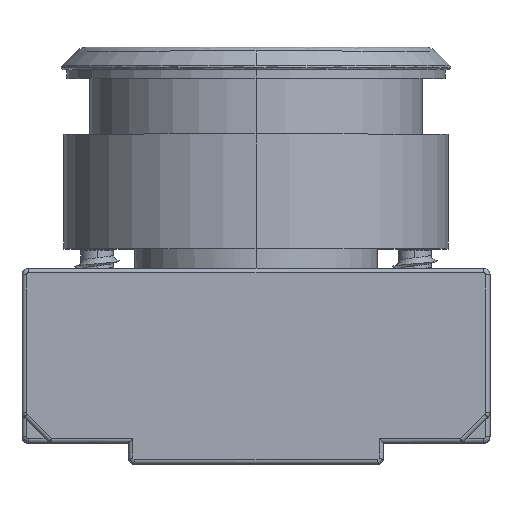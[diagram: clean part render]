
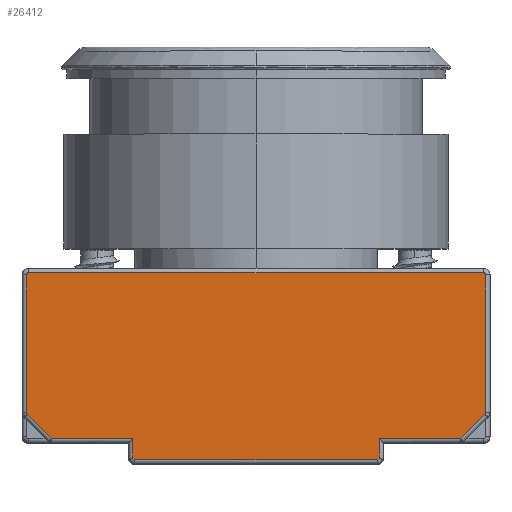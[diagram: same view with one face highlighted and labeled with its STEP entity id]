
A CAD part, top view. The second image highlights one B-rep face of the part: STEP entity #26412.
In plain terms, the highlighted planar face has unit normal (0, 0, 1).
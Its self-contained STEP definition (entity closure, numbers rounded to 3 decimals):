
#957 = EDGE_CURVE ( 'NONE', #22521, #35568, #30156, .T. ) ;
#1179 = EDGE_CURVE ( 'NONE', #23435, #3452, #3055, .T. ) ;
#1727 = CARTESIAN_POINT ( 'NONE',  ( 20.6, 16.85, 14.9 ) ) ;
#2225 = AXIS2_PLACEMENT_3D ( 'NONE', #36661, #41192, #55104 ) ;
#2484 = CARTESIAN_POINT ( 'NONE',  ( 0., -0.35, 14.9 ) ) ;
#2739 = VECTOR ( 'NONE', #44996, 1000. ) ;
#3038 = ORIENTED_EDGE ( 'NONE', *, *, #30086, .T. ) ;
#3055 = B_SPLINE_CURVE_WITH_KNOTS ( 'NONE', 3,
 ( #21970, #13179, #49205, #35905 ),
 .UNSPECIFIED., .F., .F.,
 ( 4, 4 ),
 ( 0., 1. ),
 .UNSPECIFIED. ) ;
#3452 = VERTEX_POINT ( 'NONE', #29796 ) ;
#3497 = CARTESIAN_POINT ( 'NONE',  ( 20.6, 3.899, 14.9 ) ) ;
#4236 = ORIENTED_EDGE ( 'NONE', *, *, #31161, .T. ) ;
#4497 = CARTESIAN_POINT ( 'NONE',  ( 18.334, 1.55, 14.9 ) ) ;
#4773 = LINE ( 'NONE', #9911, #36973 ) ;
#5264 = EDGE_CURVE ( 'NONE', #15381, #19240, #33997, .T. ) ;
#5379 = DIRECTION ( 'NONE',  ( 1., 0., 0. ) ) ;
#5396 = CARTESIAN_POINT ( 'NONE',  ( -20.455, 16.45, 14.9 ) ) ;
#6861 = LINE ( 'NONE', #38930, #15205 ) ;
#6865 = CARTESIAN_POINT ( 'NONE',  ( 18.334, 1.55, 14.9 ) ) ;
#8400 = CARTESIAN_POINT ( 'NONE',  ( 20.6, 3.899, 14.9 ) ) ;
#8459 = DIRECTION ( 'NONE',  ( 0.707, 0.707, 0. ) ) ;
#8683 = DIRECTION ( 'NONE',  ( 0., -1., 0. ) ) ;
#9626 = CARTESIAN_POINT ( 'NONE',  ( -20.58, 16.353, 14.9 ) ) ;
#9911 = CARTESIAN_POINT ( 'NONE',  ( 20.418, 16.45, 14.9 ) ) ;
#10303 = ORIENTED_EDGE ( 'NONE', *, *, #55699, .F. ) ;
#10706 = VECTOR ( 'NONE', #47310, 1000. ) ;
#11500 = CARTESIAN_POINT ( 'NONE',  ( 11.05, 1.55, 14.9 ) ) ;
#12890 = CARTESIAN_POINT ( 'NONE',  ( -20.541, 3.757, 14.9 ) ) ;
#13179 = CARTESIAN_POINT ( 'NONE',  ( -20.6, 3.843, 14.9 ) ) ;
#13212 = CARTESIAN_POINT ( 'NONE',  ( 20.6, 3.843, 14.9 ) ) ;
#14402 = VERTEX_POINT ( 'NONE', #6865 ) ;
#14536 = PLANE ( 'NONE',  #2225 ) ;
#14554 = EDGE_CURVE ( 'NONE', #3452, #38455, #16516, .T. ) ;
#14969 = CARTESIAN_POINT ( 'NONE',  ( 20.4, 16.45, 14.9 ) ) ;
#14989 = EDGE_CURVE ( 'NONE', #35643, #55580, #47341, .T. ) ;
#15205 = VECTOR ( 'NONE', #20755, 1000. ) ;
#15381 = VERTEX_POINT ( 'NONE', #20315 ) ;
#15765 = ORIENTED_EDGE ( 'NONE', *, *, #38781, .T. ) ;
#15912 = CARTESIAN_POINT ( 'NONE',  ( -18.334, 1.55, 14.9 ) ) ;
#16475 = CARTESIAN_POINT ( 'NONE',  ( -20.6, 16.25, 14.9 ) ) ;
#16516 = LINE ( 'NONE', #12890, #2739 ) ;
#16646 = ORIENTED_EDGE ( 'NONE', *, *, #18292, .T. ) ;
#16728 = ORIENTED_EDGE ( 'NONE', *, *, #957, .T. ) ;
#17287 = LINE ( 'NONE', #2484, #19744 ) ;
#18037 = CARTESIAN_POINT ( 'NONE',  ( -20.4, 16.45, 14.9 ) ) ;
#18100 = CARTESIAN_POINT ( 'NONE',  ( -20.6, 16.25, 14.9 ) ) ;
#18292 = EDGE_CURVE ( 'NONE', #36658, #22401, #42062, .T. ) ;
#18945 = EDGE_CURVE ( 'NONE', #54115, #38455, #26454, .T. ) ;
#19240 = VERTEX_POINT ( 'NONE', #11500 ) ;
#19744 = VECTOR ( 'NONE', #54199, 1000. ) ;
#20036 = LINE ( 'NONE', #47582, #31072 ) ;
#20315 = CARTESIAN_POINT ( 'NONE',  ( 11.05, -0.184, 14.9 ) ) ;
#20755 = DIRECTION ( 'NONE',  ( 0., -1., 0. ) ) ;
#21970 = CARTESIAN_POINT ( 'NONE',  ( -20.6, 3.899, 14.9 ) ) ;
#22261 = EDGE_CURVE ( 'NONE', #37787, #22521, #44636, .T. ) ;
#22401 = VERTEX_POINT ( 'NONE', #16475 ) ;
#22521 = VERTEX_POINT ( 'NONE', #3497 ) ;
#23435 = VERTEX_POINT ( 'NONE', #24378 ) ;
#24057 = CARTESIAN_POINT ( 'NONE',  ( 20.4, 16.45, 14.9 ) ) ;
#24102 = EDGE_CURVE ( 'NONE', #55580, #38829, #17287, .T. ) ;
#24378 = CARTESIAN_POINT ( 'NONE',  ( -20.6, 3.899, 14.9 ) ) ;
#24943 = VECTOR ( 'NONE', #58184, 1000. ) ;
#25130 = ORIENTED_EDGE ( 'NONE', *, *, #52894, .T. ) ;
#25142 = CARTESIAN_POINT ( 'NONE',  ( 20.541, 3.757, 14.9 ) ) ;
#26412 = ADVANCED_FACE ( 'NONE', ( #45756 ), #14536, .T. ) ;
#26454 = LINE ( 'NONE', #35235, #54961 ) ;
#26615 = LINE ( 'NONE', #4497, #38911 ) ;
#26829 = ORIENTED_EDGE ( 'NONE', *, *, #18945, .F. ) ;
#26898 = CARTESIAN_POINT ( 'NONE',  ( 10.884, -0.35, 14.9 ) ) ;
#28377 = CARTESIAN_POINT ( 'NONE',  ( -20.502, 16.43, 14.9 ) ) ;
#29193 = CARTESIAN_POINT ( 'NONE',  ( 20.6, 16.305, 14.9 ) ) ;
#29257 = B_SPLINE_CURVE_WITH_KNOTS ( 'NONE', 3,
 ( #56711, #29193, #46774, #56424, #47645, #14969 ),
 .UNSPECIFIED., .F., .F.,
 ( 4, 2, 4 ),
 ( 0., 0.5, 1. ),
 .UNSPECIFIED. ) ;
#29435 = DIRECTION ( 'NONE',  ( -1., 0., 0. ) ) ;
#29796 = CARTESIAN_POINT ( 'NONE',  ( -20.541, 3.757, 14.9 ) ) ;
#29907 = VECTOR ( 'NONE', #45378, 1000. ) ;
#30086 = EDGE_CURVE ( 'NONE', #14402, #37787, #26615, .T. ) ;
#30156 = LINE ( 'NONE', #1727, #35437 ) ;
#31072 = VECTOR ( 'NONE', #29435, 1000. ) ;
#31161 = EDGE_CURVE ( 'NONE', #22401, #23435, #50415, .T. ) ;
#31686 = CARTESIAN_POINT ( 'NONE',  ( -20.6, 16.85, 14.9 ) ) ;
#32858 = CARTESIAN_POINT ( 'NONE',  ( -11.05, -0.184, 14.9 ) ) ;
#33997 = LINE ( 'NONE', #48189, #10706 ) ;
#34036 = CARTESIAN_POINT ( 'NONE',  ( 20.6, 16.25, 14.9 ) ) ;
#34378 = ORIENTED_EDGE ( 'NONE', *, *, #5264, .T. ) ;
#34885 = ORIENTED_EDGE ( 'NONE', *, *, #14989, .T. ) ;
#35155 = VECTOR ( 'NONE', #8683, 1000. ) ;
#35235 = CARTESIAN_POINT ( 'NONE',  ( -75.751, 1.55, 14.9 ) ) ;
#35437 = VECTOR ( 'NONE', #52854, 1000. ) ;
#35568 = VERTEX_POINT ( 'NONE', #34036 ) ;
#35625 = VERTEX_POINT ( 'NONE', #24057 ) ;
#35643 = VERTEX_POINT ( 'NONE', #32858 ) ;
#35905 = CARTESIAN_POINT ( 'NONE',  ( -20.541, 3.757, 14.9 ) ) ;
#36658 = VERTEX_POINT ( 'NONE', #18037 ) ;
#36661 = CARTESIAN_POINT ( 'NONE',  ( 0., 16.85, 14.9 ) ) ;
#36973 = VECTOR ( 'NONE', #5379, 1000. ) ;
#37787 = VERTEX_POINT ( 'NONE', #25142 ) ;
#37921 = ORIENTED_EDGE ( 'NONE', *, *, #22261, .T. ) ;
#38455 = VERTEX_POINT ( 'NONE', #15912 ) ;
#38781 = EDGE_CURVE ( 'NONE', #54115, #35643, #6861, .T. ) ;
#38829 = VERTEX_POINT ( 'NONE', #59721 ) ;
#38911 = VECTOR ( 'NONE', #8459, 1000. ) ;
#38930 = CARTESIAN_POINT ( 'NONE',  ( -11.05, 16.85, 14.9 ) ) ;
#41192 = DIRECTION ( 'NONE',  ( 0., 0., 1. ) ) ;
#41220 = CARTESIAN_POINT ( 'NONE',  ( -10.884, -0.35, 14.9 ) ) ;
#42062 = B_SPLINE_CURVE_WITH_KNOTS ( 'NONE', 3,
 ( #55016, #5396, #28377, #9626, #59527, #18100 ),
 .UNSPECIFIED., .F., .F.,
 ( 4, 2, 4 ),
 ( 0., 0.5, 1. ),
 .UNSPECIFIED. ) ;
#43148 = CARTESIAN_POINT ( 'NONE',  ( -11.05, 1.55, 14.9 ) ) ;
#44636 = B_SPLINE_CURVE_WITH_KNOTS ( 'NONE', 3,
 ( #54383, #54680, #13212, #8400 ),
 .UNSPECIFIED., .F., .F.,
 ( 4, 4 ),
 ( 0., 1. ),
 .UNSPECIFIED. ) ;
#44996 = DIRECTION ( 'NONE',  ( 0.707, -0.707, 0. ) ) ;
#45378 = DIRECTION ( 'NONE',  ( 0.707, 0.707, 0. ) ) ;
#45756 = FACE_OUTER_BOUND ( 'NONE', #52373, .T. ) ;
#46465 = EDGE_CURVE ( 'NONE', #36658, #35625, #4773, .T. ) ;
#46774 = CARTESIAN_POINT ( 'NONE',  ( 20.58, 16.352, 14.9 ) ) ;
#46895 = ORIENTED_EDGE ( 'NONE', *, *, #14554, .T. ) ;
#47310 = DIRECTION ( 'NONE',  ( 0., 1., 0. ) ) ;
#47341 = LINE ( 'NONE', #48524, #24943 ) ;
#47582 = CARTESIAN_POINT ( 'NONE',  ( -75.751, 1.55, 14.9 ) ) ;
#47645 = CARTESIAN_POINT ( 'NONE',  ( 20.456, 16.45, 14.9 ) ) ;
#48181 = ORIENTED_EDGE ( 'NONE', *, *, #53465, .T. ) ;
#48189 = CARTESIAN_POINT ( 'NONE',  ( 11.05, 16.85, 14.9 ) ) ;
#48524 = CARTESIAN_POINT ( 'NONE',  ( -11.05, -0.184, 14.9 ) ) ;
#49205 = CARTESIAN_POINT ( 'NONE',  ( -20.58, 3.796, 14.9 ) ) ;
#49447 = DIRECTION ( 'NONE',  ( -1., 0., 0. ) ) ;
#49890 = LINE ( 'NONE', #26898, #29907 ) ;
#49935 = ORIENTED_EDGE ( 'NONE', *, *, #46465, .F. ) ;
#50415 = LINE ( 'NONE', #31686, #35155 ) ;
#52373 = EDGE_LOOP ( 'NONE', ( #34885, #56980, #25130, #34378, #10303, #3038, #37921, #16728, #48181, #49935, #16646, #4236, #56374, #46895, #26829, #15765 ) ) ;
#52854 = DIRECTION ( 'NONE',  ( 0., 1., 0. ) ) ;
#52894 = EDGE_CURVE ( 'NONE', #38829, #15381, #49890, .T. ) ;
#53465 = EDGE_CURVE ( 'NONE', #35568, #35625, #29257, .T. ) ;
#54115 = VERTEX_POINT ( 'NONE', #43148 ) ;
#54199 = DIRECTION ( 'NONE',  ( 1., 0., 0. ) ) ;
#54383 = CARTESIAN_POINT ( 'NONE',  ( 20.541, 3.757, 14.9 ) ) ;
#54680 = CARTESIAN_POINT ( 'NONE',  ( 20.58, 3.796, 14.9 ) ) ;
#54961 = VECTOR ( 'NONE', #49447, 1000. ) ;
#55016 = CARTESIAN_POINT ( 'NONE',  ( -20.4, 16.45, 14.9 ) ) ;
#55104 = DIRECTION ( 'NONE',  ( 1., 0., 0. ) ) ;
#55580 = VERTEX_POINT ( 'NONE', #41220 ) ;
#55699 = EDGE_CURVE ( 'NONE', #14402, #19240, #20036, .T. ) ;
#56374 = ORIENTED_EDGE ( 'NONE', *, *, #1179, .T. ) ;
#56424 = CARTESIAN_POINT ( 'NONE',  ( 20.503, 16.43, 14.9 ) ) ;
#56711 = CARTESIAN_POINT ( 'NONE',  ( 20.6, 16.25, 14.9 ) ) ;
#56980 = ORIENTED_EDGE ( 'NONE', *, *, #24102, .T. ) ;
#58184 = DIRECTION ( 'NONE',  ( 0.707, -0.707, 0. ) ) ;
#59527 = CARTESIAN_POINT ( 'NONE',  ( -20.6, 16.306, 14.9 ) ) ;
#59721 = CARTESIAN_POINT ( 'NONE',  ( 10.884, -0.35, 14.9 ) ) ;
